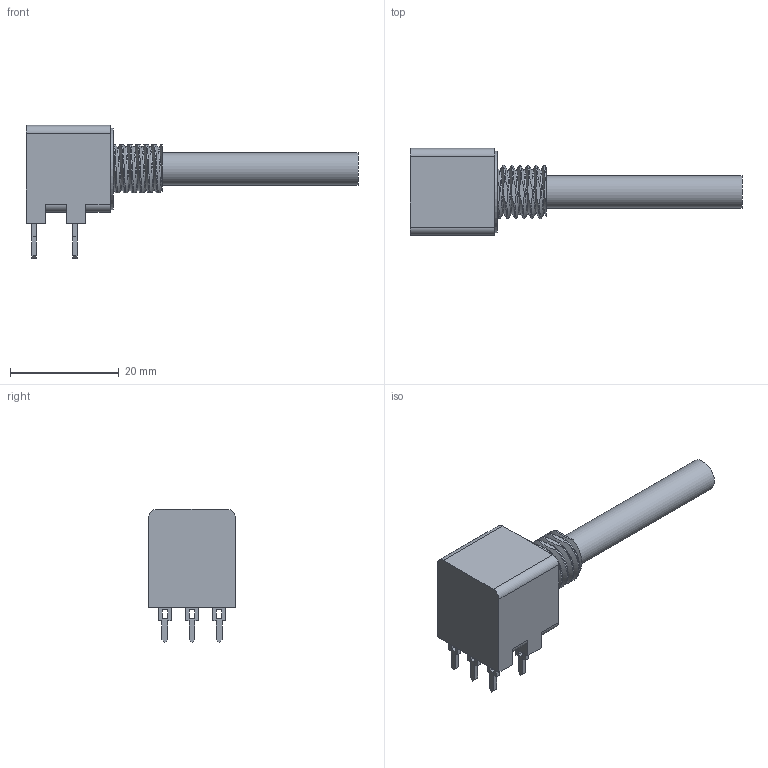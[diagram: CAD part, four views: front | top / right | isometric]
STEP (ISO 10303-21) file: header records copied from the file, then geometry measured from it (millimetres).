
FILE_DESCRIPTION(/* description */ (''),/* implementation_level */ '2;1');
FILE_NAME(/* name */ 'PIH PC16.step',/* time_stamp */ '2023-10-26T12:01:41+02:00',/* author */ (''),/* organization */ (''),/* preprocessor_version */ 'ST-DEVELOPER v20',/* originating_system */ 'Autodesk Translation Framework v12.14.0.127',/* authorisation */ '');
FILE_SCHEMA (('AUTOMOTIVE_DESIGN { 1 0 10303 214 3 1 1 }'));
Length unit declared in the file: millimetre
Products named in the file (2): PIH PC16; Base
Assembly tree (1 placements, depth 2):
  PIH PC16
    Base
Bounding box: 61.1 x 16 x 24.5 mm (x, y, z)
Volume: 5894.7 mm3; surface area: 2920.5 mm2
Topology: 1 solids, 1 shells, 141 faces, 390 edges, 260 vertices
Faces by surface type: plane 112, cylinder 27, bspline 2
Full cylindrical faces by diameter (mm): 6 x1, 8.141 x5, 15 x1
Entity records: 6715 total; most frequent: CARTESIAN_POINT 3069, ORIENTED_EDGE 780, DIRECTION 624, EDGE_CURVE 390, LINE 304, VECTOR 304, VERTEX_POINT 260, EDGE_LOOP 162
